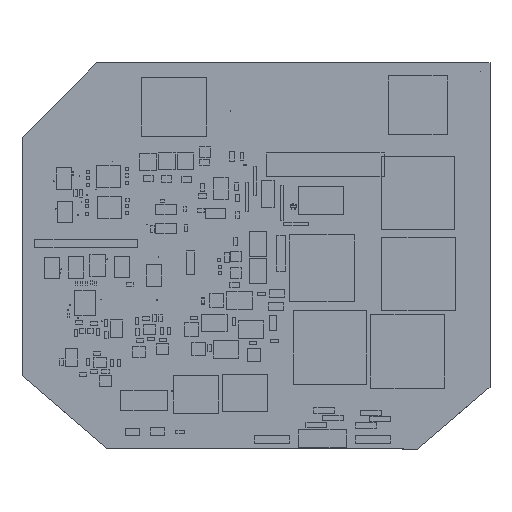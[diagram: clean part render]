
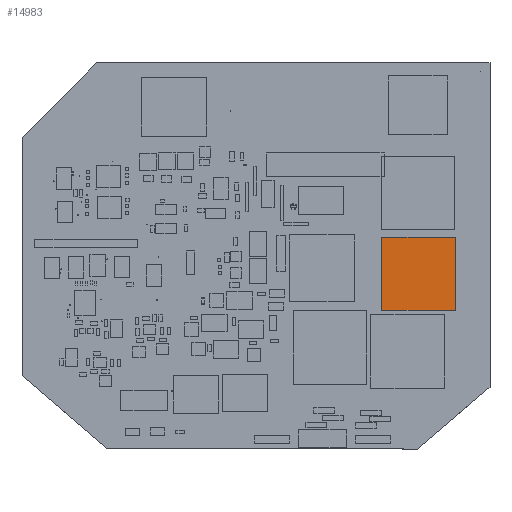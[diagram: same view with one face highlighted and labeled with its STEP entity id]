
A CAD part, top view. The second image highlights one B-rep face of the part: STEP entity #14983.
In plain terms, the highlighted planar face has unit normal (0, 0, 1).
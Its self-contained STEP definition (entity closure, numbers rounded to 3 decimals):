
#1655=PLANE('',#17166);
#2404=FACE_OUTER_BOUND('',#3749,.T.);
#3749=EDGE_LOOP('',(#12874,#12875,#12876,#12877));
#4738=LINE('',#24860,#5955);
#4741=LINE('',#24866,#5958);
#4744=LINE('',#24872,#5961);
#4747=LINE('',#24876,#5964);
#5955=VECTOR('',#20716,10.);
#5958=VECTOR('',#20721,10.);
#5961=VECTOR('',#20726,10.);
#5964=VECTOR('',#20731,10.);
#7941=VERTEX_POINT('',#24857);
#7942=VERTEX_POINT('',#24859);
#7944=VERTEX_POINT('',#24865);
#7946=VERTEX_POINT('',#24871);
#9630=EDGE_CURVE('',#7942,#7941,#4738,.T.);
#9633=EDGE_CURVE('',#7944,#7942,#4741,.T.);
#9636=EDGE_CURVE('',#7946,#7944,#4744,.T.);
#9639=EDGE_CURVE('',#7941,#7946,#4747,.T.);
#12874=ORIENTED_EDGE('',*,*,#9639,.T.);
#12875=ORIENTED_EDGE('',*,*,#9636,.T.);
#12876=ORIENTED_EDGE('',*,*,#9633,.T.);
#12877=ORIENTED_EDGE('',*,*,#9630,.T.);
#14983=ADVANCED_FACE('',(#2404),#1655,.T.);
#17166=AXIS2_PLACEMENT_3D('',#24877,#20732,#20733);
#20716=DIRECTION('',(-1.,0.,0.));
#20721=DIRECTION('',(0.,1.,0.));
#20726=DIRECTION('',(1.,0.,0.));
#20731=DIRECTION('',(0.,-1.,0.));
#20732=DIRECTION('center_axis',(0.,0.,1.));
#20733=DIRECTION('ref_axis',(1.,0.,0.));
#24857=CARTESIAN_POINT('',(-17.78,17.78,0.1));
#24859=CARTESIAN_POINT('',(17.78,17.78,0.1));
#24860=CARTESIAN_POINT('',(17.78,17.78,0.1));
#24865=CARTESIAN_POINT('',(17.78,-17.78,0.1));
#24866=CARTESIAN_POINT('',(17.78,-17.78,0.1));
#24871=CARTESIAN_POINT('',(-17.78,-17.78,0.1));
#24872=CARTESIAN_POINT('',(-17.78,-17.78,0.1));
#24876=CARTESIAN_POINT('',(-17.78,17.78,0.1));
#24877=CARTESIAN_POINT('Origin',(0.,0.,0.1));
